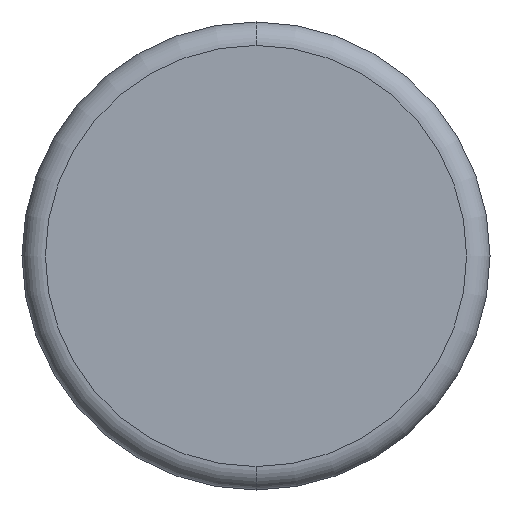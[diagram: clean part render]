
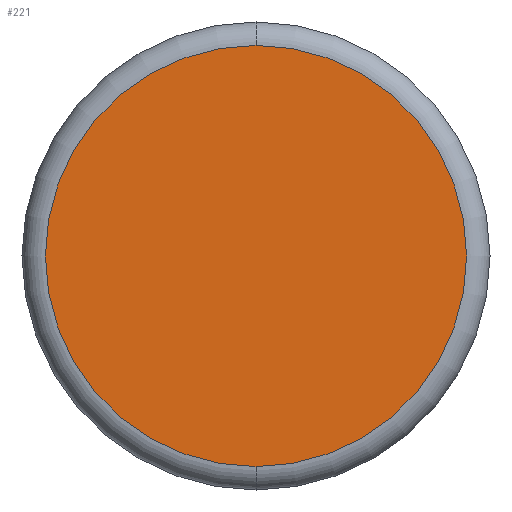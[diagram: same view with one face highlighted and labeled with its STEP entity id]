
A CAD part, front view. The second image highlights one B-rep face of the part: STEP entity #221.
In plain terms, the highlighted planar face has unit normal (0, -1, 0).
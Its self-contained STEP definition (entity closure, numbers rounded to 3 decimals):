
#20 = DIRECTION ( 'NONE',  ( 0., 0., -1. ) ) ;
#24 = CARTESIAN_POINT ( 'NONE',  ( 0., 0., 4.5 ) ) ;
#45 = AXIS2_PLACEMENT_3D ( 'NONE', #159, #184, #20 ) ;
#59 = CARTESIAN_POINT ( 'NONE',  ( 0., 0., -4.5 ) ) ;
#61 = CIRCLE ( 'NONE', #269, 4.5 ) ;
#95 = DIRECTION ( 'NONE',  ( 0., -1., 0. ) ) ;
#103 = ORIENTED_EDGE ( 'NONE', *, *, #356, .T. ) ;
#108 = FACE_OUTER_BOUND ( 'NONE', #353, .T. ) ;
#123 = DIRECTION ( 'NONE',  ( 0., 0., -1. ) ) ;
#147 = CARTESIAN_POINT ( 'NONE',  ( 0., 0., 0. ) ) ;
#159 = CARTESIAN_POINT ( 'NONE',  ( 0., 0., 0. ) ) ;
#184 = DIRECTION ( 'NONE',  ( 0., -1., 0. ) ) ;
#193 = DIRECTION ( 'NONE',  ( 0., 0., -1. ) ) ;
#221 = ADVANCED_FACE ( 'NONE', ( #108 ), #246, .T. ) ;
#228 = AXIS2_PLACEMENT_3D ( 'NONE', #277, #287, #123 ) ;
#231 = VERTEX_POINT ( 'NONE', #24 ) ;
#246 = PLANE ( 'NONE',  #45 ) ;
#269 = AXIS2_PLACEMENT_3D ( 'NONE', #147, #95, #193 ) ;
#271 = EDGE_CURVE ( 'NONE', #231, #295, #294, .T. ) ;
#277 = CARTESIAN_POINT ( 'NONE',  ( 0., 0., 0. ) ) ;
#287 = DIRECTION ( 'NONE',  ( 0., -1., 0. ) ) ;
#294 = CIRCLE ( 'NONE', #228, 4.5 ) ;
#295 = VERTEX_POINT ( 'NONE', #59 ) ;
#353 = EDGE_LOOP ( 'NONE', ( #103, #358 ) ) ;
#356 = EDGE_CURVE ( 'NONE', #295, #231, #61, .T. ) ;
#358 = ORIENTED_EDGE ( 'NONE', *, *, #271, .T. ) ;
